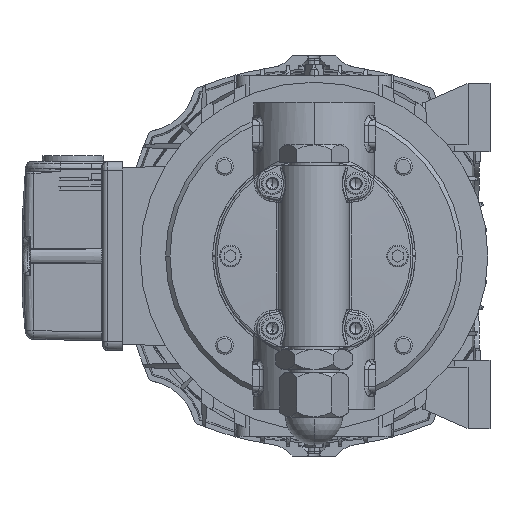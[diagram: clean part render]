
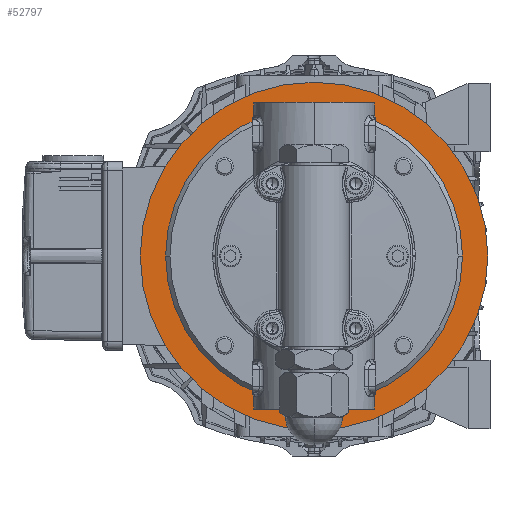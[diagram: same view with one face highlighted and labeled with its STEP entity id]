
A CAD part, left-side view. The second image highlights one B-rep face of the part: STEP entity #52797.
In plain terms, the highlighted planar face has unit normal (-1, 0, 0).
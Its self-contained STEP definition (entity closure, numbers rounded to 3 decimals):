
#52327=CARTESIAN_POINT('',(5.,0.,0.));
#52328=DIRECTION('',(-1.,0.,0.));
#52329=DIRECTION('',(0.,0.,1.));
#52330=AXIS2_PLACEMENT_3D('',#52327,#52328,#52329);
#52332=CARTESIAN_POINT('',(5.,0.,0.));
#52333=DIRECTION('',(-1.,0.,0.));
#52334=DIRECTION('',(0.,0.,-1.));
#52335=AXIS2_PLACEMENT_3D('',#52332,#52333,#52334);
#52337=CARTESIAN_POINT('',(5.,0.,0.));
#52338=DIRECTION('',(1.,0.,0.));
#52339=DIRECTION('',(0.,0.,1.));
#52340=AXIS2_PLACEMENT_3D('',#52337,#52338,#52339);
#52342=CARTESIAN_POINT('',(5.,0.,0.));
#52343=DIRECTION('',(1.,0.,0.));
#52344=DIRECTION('',(0.,0.,-1.));
#52345=AXIS2_PLACEMENT_3D('',#52342,#52343,#52344);
#52567=CARTESIAN_POINT('',(5.,0.,-79.));
#52568=VERTEX_POINT('',#52567);
#52569=CARTESIAN_POINT('',(5.,0.,79.));
#52570=VERTEX_POINT('',#52569);
#52579=CARTESIAN_POINT('',(5.,0.,-60.));
#52580=CARTESIAN_POINT('',(5.,0.,60.));
#52581=VERTEX_POINT('',#52579);
#52582=VERTEX_POINT('',#52580);
#52781=CARTESIAN_POINT('',(5.,0.,0.));
#52782=DIRECTION('',(-1.,0.,0.));
#52783=DIRECTION('',(0.,0.,1.));
#52784=AXIS2_PLACEMENT_3D('',#52781,#52782,#52783);
#52785=PLANE('',#52784);
#52787=ORIENTED_EDGE('',*,*,#52786,.F.);
#52789=ORIENTED_EDGE('',*,*,#52788,.F.);
#52790=EDGE_LOOP('',(#52787,#52789));
#52791=FACE_OUTER_BOUND('',#52790,.F.);
#52793=ORIENTED_EDGE('',*,*,#52792,.F.);
#52794=ORIENTED_EDGE('',*,*,#52771,.F.);
#52795=EDGE_LOOP('',(#52793,#52794));
#52796=FACE_BOUND('',#52795,.F.);
#52797=ADVANCED_FACE('',(#52791,#52796),#52785,.T.);
#52331=CIRCLE('',#52330,79.);
#52336=CIRCLE('',#52335,79.);
#52341=CIRCLE('',#52340,60.);
#52346=CIRCLE('',#52345,60.);
#52771=EDGE_CURVE('',#52581,#52582,#52346,.T.);
#52786=EDGE_CURVE('',#52570,#52568,#52331,.T.);
#52788=EDGE_CURVE('',#52568,#52570,#52336,.T.);
#52792=EDGE_CURVE('',#52582,#52581,#52341,.T.);
